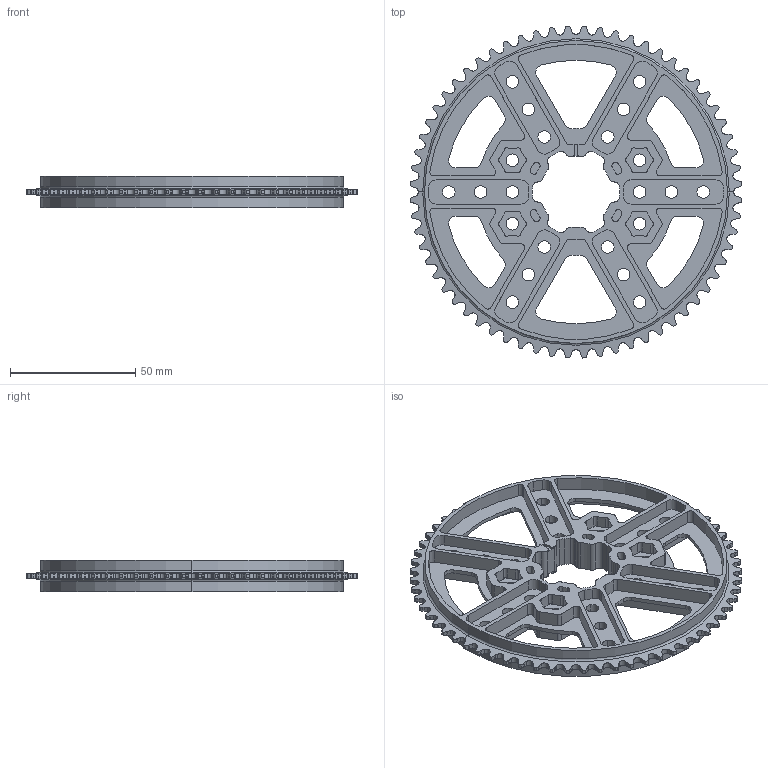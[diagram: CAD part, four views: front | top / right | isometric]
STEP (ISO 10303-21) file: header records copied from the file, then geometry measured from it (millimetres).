
FILE_DESCRIPTION (( 'STEP AP203' ), '1' );
FILE_NAME ('REV-21-3382.STEP', '2023-09-25T16:33:58', ( '' ), ( '' ), 'SwSTEP 2.0', 'SolidWorks 2022', '' );
FILE_SCHEMA (( 'CONFIG_CONTROL_DESIGN' ));
Length unit declared in the file: inch
Products named in the file (1): REV-21-3382
Bounding box: 132.6 x 132.6 x 12.7 mm (x, y, z)
Volume: 45004.1 mm3; surface area: 42626.3 mm2
Topology: 1 solids, 1 shells, 1173 faces, 3389 edges, 2256 vertices
Faces by surface type: cylinder 849, plane 316, torus 4, cone 4
Entity records: 41606 total; most frequent: CARTESIAN_POINT 11447, ORIENTED_EDGE 6778, DIRECTION 5781, EDGE_CURVE 3389, VERTEX_POINT 2256, AXIS2_PLACEMENT_3D 2182, LINE 1417, VECTOR 1417
